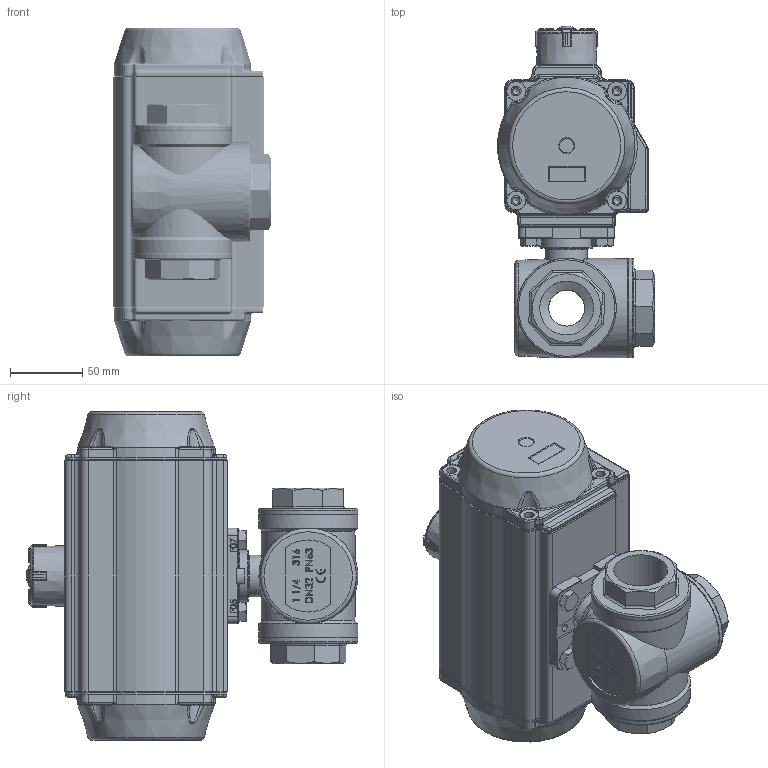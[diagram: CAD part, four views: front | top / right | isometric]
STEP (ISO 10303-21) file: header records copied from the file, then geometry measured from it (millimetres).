
FILE_DESCRIPTION(/* description */ ('Unknown'),/* implementation_level */ '2;1');
FILE_NAME(/* name */ 'PE04 9338_9339-07',/* time_stamp */ '2025-03-25T12:30:22+01:00',/* author */ ('Unknown'),/* organization */ ('Unknown'),/* preprocessor_version */ 'ST-DEVELOPER v19.4',/* originating_system */ 'Solid Edge',/* authorisation */ 'Unknown');
FILE_SCHEMA (('AUTOMOTIVE_DESIGN {1 0 10303 214 3 1 1}'));
Products named in the file (20): PE04 9338_9339-07; 9338-07; M-DN32; G(J)-DN32; FG-DN32; FS-DN32; PD-DN32; (J)-DN32; FGM-DN32; DIN 933 M8x22 A2-70 BLK_EDST; PD05_PE04; VTE85____; Optische Anzeige; ______; ________(___________; cup head nib bolts with large head gb_GB_FASTENER_BOLT_CHNBW M6X25-N; huosai85; zhou85; vt85-2016-06-25  _______MIR; vt85-2016-06-25
Assembly tree (30 placements, depth 4):
  PE04 9338_9339-07
    9338-07
      M-DN32  x3
      G(J)-DN32  x3
      FG-DN32
      FS-DN32
      PD-DN32
      (J)-DN32
      FGM-DN32
    DIN 933 M8x22 A2-70 BLK_EDST  x4
    PD05_PE04
      VTE85____
      Optische Anzeige
        ______
        ________(___________  x4
        cup head nib bolts with large head gb_GB_FASTENER_BOLT_CHNBW M6X25-N
      huosai85  x2
      zhou85
      vt85-2016-06-25  _______MIR
      vt85-2016-06-25
Bounding box: 109 x 230.31 x 228 mm (x, y, z)
Volume: 1467182.6 mm3; surface area: 429222.5 mm2
Topology: 27 solids, 27 shells, 3463 faces, 8600 edges, 5329 vertices
Faces by surface type: plane 1081, cylinder 836, bspline 746, torus 526, cone 261, sphere 13
Full cylindrical faces by diameter (mm): 3 x16, 3.3 x8, 4 x2, 4.134 x8, 4.66 x1, 4.917 x13, 5 x2, 6 x1, 6.2 x1, 6.647 x6, 8 x4, 11.445 x2, 12 x2, 13 x14, 13.4 x1, 16.2 x1, 16.5 x2, 18 x2, 18.1 x1, 18.5 x1, 18.7 x1, 20 x7, 22.5 x1, 22.7 x2, 23 x12, 25 x4, 26 x1, 27 x1, 27.5 x1, 28.5 x1
Entity records: 109506 total; most frequent: CARTESIAN_POINT 51654, ORIENTED_EDGE 12614, DIRECTION 10425, EDGE_CURVE 6307, VERTEX_POINT 4108, AXIS2_PLACEMENT_3D 4052, FACE_BOUND 3187, EDGE_LOOP 3175
